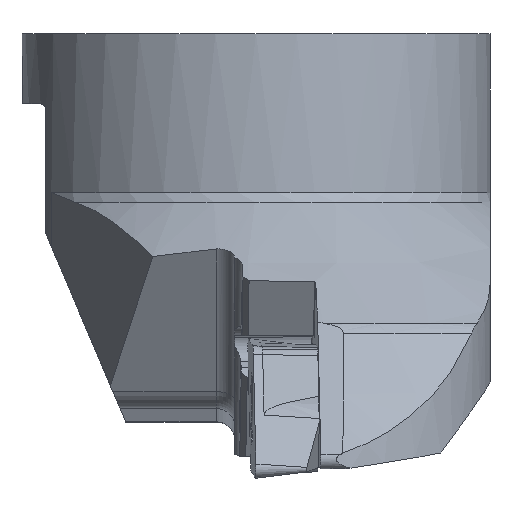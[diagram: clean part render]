
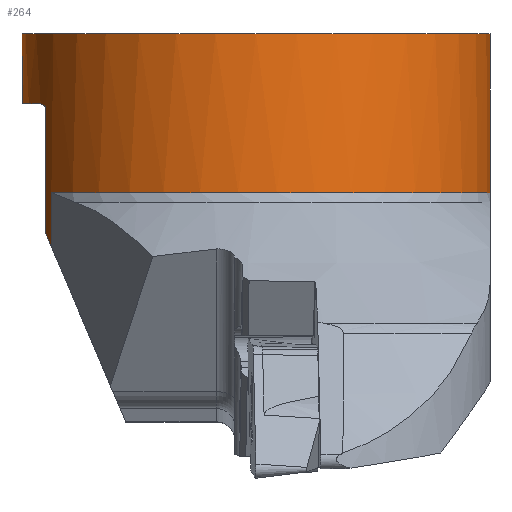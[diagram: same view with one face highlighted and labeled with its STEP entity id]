
A CAD part, left-side view. The second image highlights one B-rep face of the part: STEP entity #264.
In plain terms, the highlighted cylindrical face has radius 20 mm (diameter 40 mm), a full revolution.
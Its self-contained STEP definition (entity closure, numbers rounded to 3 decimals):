
#264=ADVANCED_FACE('',(#387,#388),#365,.T.);
#365=CYLINDRICAL_SURFACE('',#1936,20.);
#387=FACE_BOUND('',#411,.T.);
#388=FACE_BOUND('',#412,.T.);
#411=EDGE_LOOP('',(#655,#656,#657,#658,#659,#660,#661,#662,#663,#664,#665,
#666,#667,#668,#669,#670));
#412=EDGE_LOOP('',(#671));
#524=CIRCLE('',#1932,20.);
#525=CIRCLE('',#1934,20.);
#526=CIRCLE('',#1935,20.);
#586=B_SPLINE_CURVE_WITH_KNOTS('',3,(#2645,#2646,#2647,#2648,#2649,#2650),
 .UNSPECIFIED.,.F.,.F.,(4,2,4),(0.,0.5,1.),.UNSPECIFIED.);
#587=B_SPLINE_CURVE_WITH_KNOTS('',3,(#2654,#2655,#2656,#2657,#2658,#2659,
#2660,#2661,#2662,#2663),.UNSPECIFIED.,.F.,.F.,(4,3,3,4),(0.,0.415,
0.83,1.),.UNSPECIFIED.);
#588=B_SPLINE_CURVE_WITH_KNOTS('',3,(#2667,#2668,#2669,#2670),
 .UNSPECIFIED.,.F.,.F.,(4,4),(0.,1.),.UNSPECIFIED.);
#589=B_SPLINE_CURVE_WITH_KNOTS('',3,(#2674,#2675,#2676,#2677,#2678,#2679,
#2680,#2681,#2682,#2683,#2684,#2685,#2686,#2687,#2688,#2689,#2690,#2691,
#2692),.UNSPECIFIED.,.F.,.F.,(4,3,3,3,3,3,4),(0.,0.497,0.647,
0.848,0.916,0.985,1.),.UNSPECIFIED.);
#590=B_SPLINE_CURVE_WITH_KNOTS('',3,(#2696,#2697,#2698,#2699,#2700,#2701,
#2702,#2703,#2704,#2705,#2706,#2707,#2708,#2709,#2710,#2711),
 .UNSPECIFIED.,.F.,.F.,(4,3,3,3,3,4),(0.,0.056,0.126,
0.238,0.46,1.),.UNSPECIFIED.);
#631=ELLIPSE('',#1929,32.534,20.);
#632=ELLIPSE('',#1930,20.076,20.);
#633=ELLIPSE('',#1931,20.076,20.);
#634=ELLIPSE('',#1933,51.186,20.);
#655=ORIENTED_EDGE('',*,*,#1336,.F.);
#656=ORIENTED_EDGE('',*,*,#1337,.T.);
#657=ORIENTED_EDGE('',*,*,#1338,.T.);
#658=ORIENTED_EDGE('',*,*,#1339,.T.);
#659=ORIENTED_EDGE('',*,*,#1340,.T.);
#660=ORIENTED_EDGE('',*,*,#1341,.F.);
#661=ORIENTED_EDGE('',*,*,#1342,.F.);
#662=ORIENTED_EDGE('',*,*,#1343,.F.);
#663=ORIENTED_EDGE('',*,*,#1344,.T.);
#664=ORIENTED_EDGE('',*,*,#1345,.F.);
#665=ORIENTED_EDGE('',*,*,#1346,.T.);
#666=ORIENTED_EDGE('',*,*,#1347,.F.);
#667=ORIENTED_EDGE('',*,*,#1348,.T.);
#668=ORIENTED_EDGE('',*,*,#1349,.T.);
#669=ORIENTED_EDGE('',*,*,#1350,.T.);
#670=ORIENTED_EDGE('',*,*,#1351,.T.);
#671=ORIENTED_EDGE('',*,*,#1352,.T.);
#1167=VERTEX_POINT('',#2639);
#1168=VERTEX_POINT('',#2640);
#1169=VERTEX_POINT('',#2642);
#1170=VERTEX_POINT('',#2644);
#1171=VERTEX_POINT('',#2651);
#1172=VERTEX_POINT('',#2653);
#1173=VERTEX_POINT('',#2664);
#1174=VERTEX_POINT('',#2666);
#1175=VERTEX_POINT('',#2671);
#1176=VERTEX_POINT('',#2673);
#1177=VERTEX_POINT('',#2693);
#1178=VERTEX_POINT('',#2695);
#1179=VERTEX_POINT('',#2712);
#1180=VERTEX_POINT('',#2714);
#1181=VERTEX_POINT('',#2716);
#1182=VERTEX_POINT('',#2718);
#1183=VERTEX_POINT('',#2721);
#1336=EDGE_CURVE('',#1167,#1168,#1592,.T.);
#1337=EDGE_CURVE('',#1167,#1169,#631,.T.);
#1338=EDGE_CURVE('',#1169,#1170,#1593,.T.);
#1339=EDGE_CURVE('',#1170,#1171,#586,.T.);
#1340=EDGE_CURVE('',#1171,#1172,#632,.T.);
#1341=EDGE_CURVE('',#1173,#1172,#587,.T.);
#1342=EDGE_CURVE('',#1174,#1173,#633,.T.);
#1343=EDGE_CURVE('',#1175,#1174,#588,.T.);
#1344=EDGE_CURVE('',#1175,#1176,#1594,.T.);
#1345=EDGE_CURVE('',#1177,#1176,#589,.T.);
#1346=EDGE_CURVE('',#1177,#1178,#524,.T.);
#1347=EDGE_CURVE('',#1179,#1178,#590,.T.);
#1348=EDGE_CURVE('',#1179,#1180,#1595,.T.);
#1349=EDGE_CURVE('',#1180,#1181,#634,.T.);
#1350=EDGE_CURVE('',#1181,#1182,#1596,.T.);
#1351=EDGE_CURVE('',#1182,#1168,#525,.T.);
#1352=EDGE_CURVE('',#1183,#1183,#526,.T.);
#1592=LINE('',#2638,#1726);
#1593=LINE('',#2643,#1727);
#1594=LINE('',#2672,#1728);
#1595=LINE('',#2713,#1729);
#1596=LINE('',#2717,#1730);
#1726=VECTOR('',#2121,1.);
#1727=VECTOR('',#2124,1.);
#1728=VECTOR('',#2129,1.);
#1729=VECTOR('',#2132,1.);
#1730=VECTOR('',#2135,1.);
#1929=AXIS2_PLACEMENT_3D('',#2641,#2122,#2123);
#1930=AXIS2_PLACEMENT_3D('',#2652,#2125,#2126);
#1931=AXIS2_PLACEMENT_3D('',#2665,#2127,#2128);
#1932=AXIS2_PLACEMENT_3D('',#2694,#2130,#2131);
#1933=AXIS2_PLACEMENT_3D('',#2715,#2133,#2134);
#1934=AXIS2_PLACEMENT_3D('',#2719,#2136,#2137);
#1935=AXIS2_PLACEMENT_3D('',#2720,#2138,#2139);
#1936=AXIS2_PLACEMENT_3D('',#2722,#2140,#2141);
#2121=DIRECTION('',(0.,0.,1.));
#2122=DIRECTION('',(-0.035,0.788,0.615));
#2123=DIRECTION('',(0.027,-0.614,0.789));
#2124=DIRECTION('',(0.,0.,1.));
#2125=DIRECTION('',(-0.087,0.,0.996));
#2126=DIRECTION('',(0.996,0.,0.087));
#2127=DIRECTION('',(0.087,0.,-0.996));
#2128=DIRECTION('',(0.996,0.,0.087));
#2129=DIRECTION('',(0.,0.,1.));
#2130=DIRECTION('',(0.,0.,1.));
#2131=DIRECTION('',(0.,-1.,0.));
#2132=DIRECTION('',(0.,0.,-1.));
#2133=DIRECTION('',(0.,-0.921,0.391));
#2134=DIRECTION('',(0.,0.391,0.921));
#2135=DIRECTION('',(0.,0.,1.));
#2136=DIRECTION('',(0.,0.,1.));
#2137=DIRECTION('',(1.,0.,0.));
#2138=DIRECTION('',(0.,0.,-1.));
#2139=DIRECTION('',(1.,0.,0.));
#2140=DIRECTION('',(0.,0.,1.));
#2141=DIRECTION('',(1.,0.,0.));
#2638=CARTESIAN_POINT('',(0.,-20.,-100.));
#2639=CARTESIAN_POINT('',(0.,-20.,-28.468));
#2640=CARTESIAN_POINT('',(0.,-20.,-13.575));
#2641=CARTESIAN_POINT('',(0.,0.,-54.104));
#2642=CARTESIAN_POINT('',(1.,-19.975,-28.443));
#2643=CARTESIAN_POINT('',(1.,-19.975,-100.));
#2644=CARTESIAN_POINT('',(1.,-19.975,-20.069));
#2645=CARTESIAN_POINT('',(1.,-19.975,-20.069));
#2646=CARTESIAN_POINT('',(1.,-19.975,-17.445));
#2647=CARTESIAN_POINT('',(2.051,-19.977,-14.875));
#2648=CARTESIAN_POINT('',(5.613,-19.282,-11.155));
#2649=CARTESIAN_POINT('',(8.069,-18.486,-10.104));
#2650=CARTESIAN_POINT('',(10.311,-17.137,-9.908));
#2651=CARTESIAN_POINT('',(10.311,-17.137,-9.908));
#2652=CARTESIAN_POINT('',(0.,0.,-10.81));
#2653=CARTESIAN_POINT('',(19.874,2.244,-9.071));
#2654=CARTESIAN_POINT('',(19.709,3.4,-8.59));
#2655=CARTESIAN_POINT('',(19.739,3.224,-8.588));
#2656=CARTESIAN_POINT('',(19.768,3.045,-8.615));
#2657=CARTESIAN_POINT('',(19.792,2.877,-8.671));
#2658=CARTESIAN_POINT('',(19.816,2.709,-8.727));
#2659=CARTESIAN_POINT('',(19.838,2.548,-8.814));
#2660=CARTESIAN_POINT('',(19.855,2.408,-8.924));
#2661=CARTESIAN_POINT('',(19.862,2.35,-8.969));
#2662=CARTESIAN_POINT('',(19.868,2.295,-9.018));
#2663=CARTESIAN_POINT('',(19.874,2.244,-9.071));
#2664=CARTESIAN_POINT('',(19.709,3.4,-8.59));
#2665=CARTESIAN_POINT('',(0.,0.,-10.315));
#2666=CARTESIAN_POINT('',(9.311,17.7,-9.5));
#2667=CARTESIAN_POINT('',(8.718,18.,-9.569));
#2668=CARTESIAN_POINT('',(8.916,17.904,-9.54));
#2669=CARTESIAN_POINT('',(9.114,17.804,-9.517));
#2670=CARTESIAN_POINT('',(9.311,17.7,-9.5));
#2671=CARTESIAN_POINT('',(8.718,18.,-9.569));
#2672=CARTESIAN_POINT('',(8.718,18.,53.617));
#2673=CARTESIAN_POINT('',(8.718,18.,-6.4));
#2674=CARTESIAN_POINT('',(7.838,18.4,-6.));
#2675=CARTESIAN_POINT('',(8.008,18.328,-6.));
#2676=CARTESIAN_POINT('',(8.179,18.252,-6.018));
#2677=CARTESIAN_POINT('',(8.341,18.178,-6.067));
#2678=CARTESIAN_POINT('',(8.39,18.155,-6.083));
#2679=CARTESIAN_POINT('',(8.439,18.133,-6.101));
#2680=CARTESIAN_POINT('',(8.486,18.111,-6.124));
#2681=CARTESIAN_POINT('',(8.547,18.082,-6.154));
#2682=CARTESIAN_POINT('',(8.608,18.053,-6.193));
#2683=CARTESIAN_POINT('',(8.655,18.03,-6.247));
#2684=CARTESIAN_POINT('',(8.671,18.023,-6.266));
#2685=CARTESIAN_POINT('',(8.685,18.016,-6.286));
#2686=CARTESIAN_POINT('',(8.696,18.011,-6.309));
#2687=CARTESIAN_POINT('',(8.707,18.005,-6.331));
#2688=CARTESIAN_POINT('',(8.715,18.001,-6.357));
#2689=CARTESIAN_POINT('',(8.717,18.,-6.383));
#2690=CARTESIAN_POINT('',(8.718,18.,-6.388));
#2691=CARTESIAN_POINT('',(8.718,18.,-6.394));
#2692=CARTESIAN_POINT('',(8.718,18.,-6.4));
#2693=CARTESIAN_POINT('',(7.838,18.4,-6.));
#2694=CARTESIAN_POINT('',(0.,0.,-6.));
#2695=CARTESIAN_POINT('',(-7.838,18.4,-6.));
#2696=CARTESIAN_POINT('',(-8.718,18.,-6.4));
#2697=CARTESIAN_POINT('',(-8.718,18.,-6.379));
#2698=CARTESIAN_POINT('',(-8.714,18.002,-6.357));
#2699=CARTESIAN_POINT('',(-8.708,18.005,-6.337));
#2700=CARTESIAN_POINT('',(-8.7,18.009,-6.313));
#2701=CARTESIAN_POINT('',(-8.687,18.015,-6.29));
#2702=CARTESIAN_POINT('',(-8.672,18.022,-6.269));
#2703=CARTESIAN_POINT('',(-8.649,18.033,-6.236));
#2704=CARTESIAN_POINT('',(-8.619,18.048,-6.209));
#2705=CARTESIAN_POINT('',(-8.588,18.062,-6.185));
#2706=CARTESIAN_POINT('',(-8.525,18.092,-6.139));
#2707=CARTESIAN_POINT('',(-8.454,18.125,-6.106));
#2708=CARTESIAN_POINT('',(-8.382,18.159,-6.081));
#2709=CARTESIAN_POINT('',(-8.209,18.239,-6.021));
#2710=CARTESIAN_POINT('',(-8.023,18.322,-6.));
#2711=CARTESIAN_POINT('',(-7.838,18.4,-6.));
#2712=CARTESIAN_POINT('',(-8.718,18.,-6.4));
#2713=CARTESIAN_POINT('',(-8.718,18.,53.617));
#2714=CARTESIAN_POINT('',(-8.718,18.,-17.));
#2715=CARTESIAN_POINT('',(0.,0.,-59.405));
#2716=CARTESIAN_POINT('',(-9.696,17.492,-18.196));
#2717=CARTESIAN_POINT('',(-9.696,17.492,-100.));
#2718=CARTESIAN_POINT('',(-9.696,17.492,-13.575));
#2719=CARTESIAN_POINT('',(0.,0.,-13.575));
#2720=CARTESIAN_POINT('',(0.,0.,0.));
#2721=CARTESIAN_POINT('',(20.,0.,0.));
#2722=CARTESIAN_POINT('',(0.,0.,53.617));
